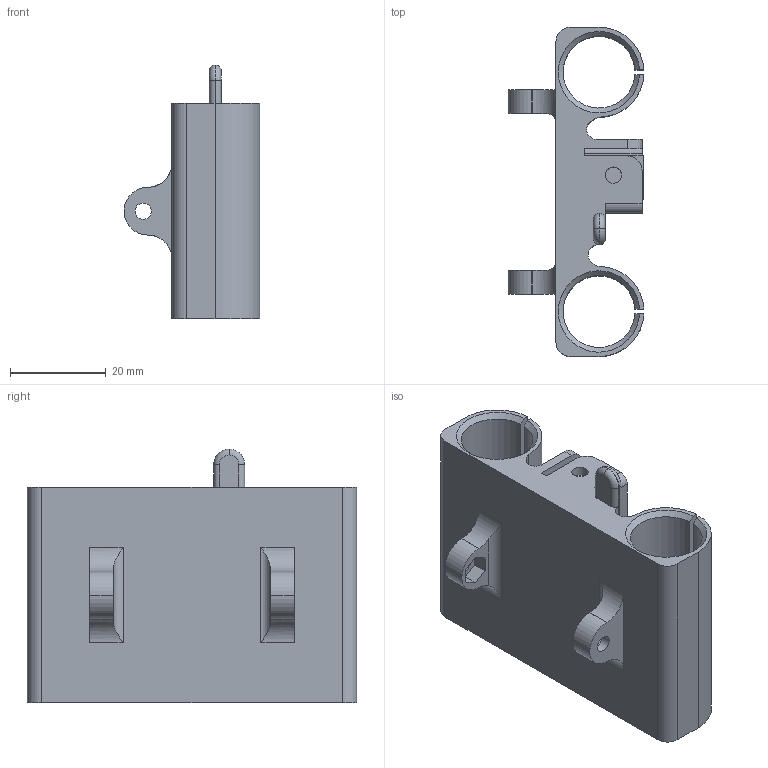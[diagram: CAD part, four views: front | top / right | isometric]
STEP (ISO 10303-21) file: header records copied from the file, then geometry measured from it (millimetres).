
FILE_DESCRIPTION(('FreeCAD Model'),'2;1');
FILE_NAME('Carriage.step', '2017-01-22T16:26:53',('Ax Smith-Laffin'),('AxMod Box Mods Limited'), 'Open CASCADE STEP processor 6.8','FreeCAD','Unknown');
FILE_SCHEMA(('AUTOMOTIVE_DESIGN_CC2 { 1 2 10303 214 -1 1 5 4 }'));
Length unit declared in the file: millimetre
Products named in the file (3): ASSEMBLY; Carriage; Belt_Tensioner
Assembly tree (2 placements, depth 2):
  ASSEMBLY
    Carriage
    Belt_Tensioner
Bounding box: 28.39 x 68.8 x 53 mm (x, y, z)
Volume: 26604.7 mm3; surface area: 17429.2 mm2
Topology: 2 solids, 2 shells, 158 faces, 437 edges, 288 vertices
Faces by surface type: plane 85, cylinder 62, cone 7, torus 4
Full cylindrical faces by diameter (mm): 3.4 x5
Entity records: 11828 total; most frequent: CARTESIAN_POINT 3135, DIRECTION 1617, LINE 960, VECTOR 960, ORIENTED_EDGE 874, PCURVE 874, DEFINITIONAL_REPRESENTATION 874, EDGE_CURVE 437
